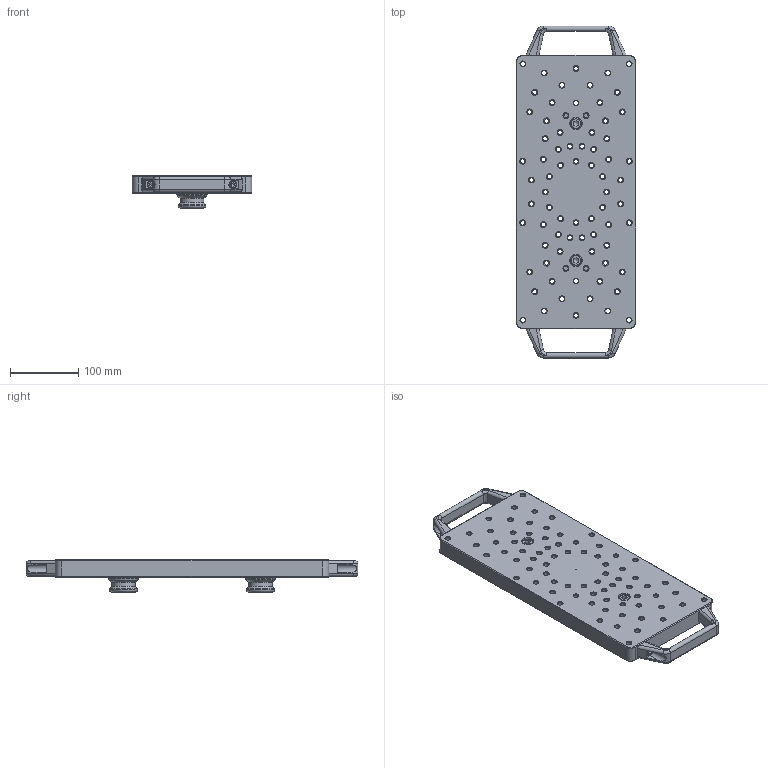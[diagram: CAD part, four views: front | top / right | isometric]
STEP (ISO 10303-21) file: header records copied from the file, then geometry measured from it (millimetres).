
FILE_DESCRIPTION(/* description */ (''),/* implementation_level */ '2;1');
FILE_NAME(/* name */ 'paleta.stp',/* time_stamp */ '2018-02-05T08:58:36+01:00',/* author */ ('PC'),/* organization */ (''),/* preprocessor_version */ 'ST-DEVELOPER v16.13',/* originating_system */ 'Autodesk Inventor 2018',/* authorisation */ '');
FILE_SCHEMA (('AUTOMOTIVE_DESIGN { 1 0 10303 214 3 1 1 }'));
Length unit declared in the file: millimetre
Products named in the file (1): Součást1
Bounding box: 175 x 485 x 46.8 mm (x, y, z)
Volume: 1799561.8 mm3; surface area: 233015.6 mm2
Topology: 1 solids, 10 shells, 509 faces, 1278 edges, 798 vertices
Faces by surface type: cone 185, cylinder 153, plane 141, torus 30
Full cylindrical faces by diameter (mm): 1 x1, 4.917 x4, 6 x4, 6.4 x4, 6.647 x76, 10 x4, 11 x4, 16 x2, 18 x2, 33.99 x1, 34 x1, 40.5 x2
Entity records: 13799 total; most frequent: DIRECTION 2404, CARTESIAN_POINT 2289, ORIENTED_EDGE 1764, AXIS2_PLACEMENT_3D 1063, EDGE_LOOP 974, EDGE_CURVE 882, VERTEX_POINT 696, CIRCLE 526
